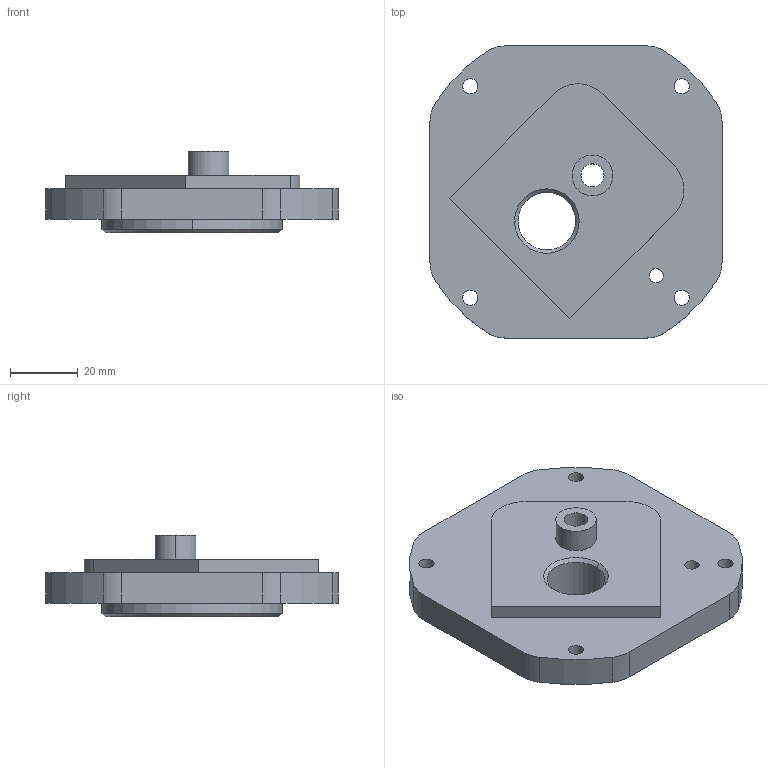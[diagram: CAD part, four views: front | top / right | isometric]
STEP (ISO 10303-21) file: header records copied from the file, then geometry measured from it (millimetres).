
FILE_DESCRIPTION (( 'STEP AP203' ), '1' );
FILE_NAME ('V2_ASV-1.4-USI_020-A-PLATINEHBAC.STEP', '2024-03-01T13:39:46', ( '' ), ( '' ), 'SwSTEP 2.0', 'SolidWorks 2016', '' );
FILE_SCHEMA (( 'CONFIG_CONTROL_DESIGN' ));
Length unit declared in the file: millimetre
Products named in the file (1): V2_ASV-1.4-USI_020-A-PLATINEHBAC
Bounding box: 86 x 86 x 24 mm (x, y, z)
Volume: 75563.6 mm3; surface area: 19172.7 mm2
Topology: 1 solids, 1 shells, 51 faces, 132 edges, 86 vertices
Faces by surface type: cylinder 32, plane 13, cone 6
Entity records: 1693 total; most frequent: DIRECTION 306, CARTESIAN_POINT 270, ORIENTED_EDGE 264, EDGE_CURVE 132, AXIS2_PLACEMENT_3D 122, VERTEX_POINT 86, CIRCLE 70, EDGE_LOOP 68
